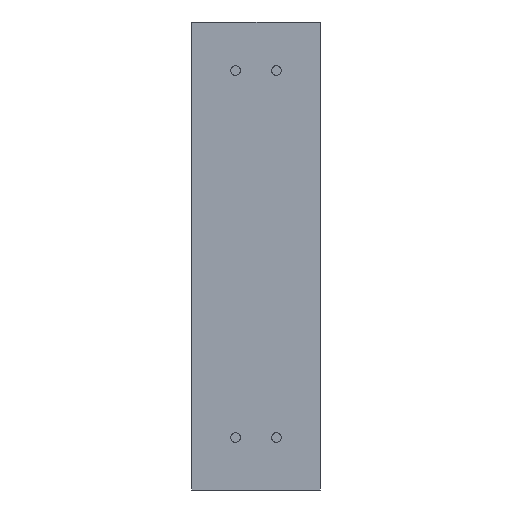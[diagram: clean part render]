
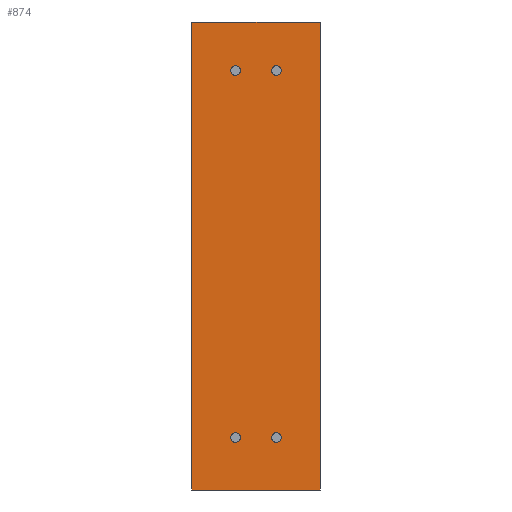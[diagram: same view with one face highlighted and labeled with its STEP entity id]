
A CAD part, front view. The second image highlights one B-rep face of the part: STEP entity #874.
In plain terms, the highlighted free-form (B-spline) face has degree [1, 1] with [2, 2] control points.
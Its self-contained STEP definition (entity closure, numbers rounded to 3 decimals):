
#99=EDGE_CURVE('E130',#218,#219,#220,.T.);
#105=EDGE_CURVE('E132',#228,#229,#230,.T.);
#111=EDGE_CURVE('E134',#238,#239,#240,.T.);
#117=EDGE_CURVE('E136',#248,#249,#250,.T.);
#125=EDGE_CURVE('E136',#249,#248,#260,.T.);
#129=EDGE_CURVE('E134',#239,#238,#264,.T.);
#133=EDGE_CURVE('E132',#229,#228,#268,.T.);
#137=EDGE_CURVE('E130',#219,#218,#272,.T.);
#145=EDGE_CURVE('E18',#275,#282,#286,.T.);
#149=EDGE_CURVE('E28',#289,#278,#292,.T.);
#218=VERTEX_POINT('V85',#536);
#219=VERTEX_POINT('',#537);
#220=(B_SPLINE_CURVE(2,(#539,#540,#541,#542,#543),.UNSPECIFIED.,.F.,.F.)B_SPLINE_CURVE_WITH_KNOTS((3,2,3),(0.0,0.333,0.5),.UNSPECIFIED.)RATIONAL_B_SPLINE_CURVE((1.0,0.5,1.0,0.75,0.75))BOUNDED_CURVE()REPRESENTATION_ITEM('')GEOMETRIC_REPRESENTATION_ITEM()CURVE());
#228=VERTEX_POINT('V86',#572);
#229=VERTEX_POINT('',#573);
#230=(B_SPLINE_CURVE(2,(#575,#576,#577,#578,#579),.UNSPECIFIED.,.F.,.F.)B_SPLINE_CURVE_WITH_KNOTS((3,2,3),(0.0,0.333,0.5),.UNSPECIFIED.)RATIONAL_B_SPLINE_CURVE((1.0,0.5,1.0,0.75,0.75))BOUNDED_CURVE()REPRESENTATION_ITEM('')GEOMETRIC_REPRESENTATION_ITEM()CURVE());
#238=VERTEX_POINT('V87',#608);
#239=VERTEX_POINT('',#609);
#240=(B_SPLINE_CURVE(2,(#611,#612,#613,#614,#615),.UNSPECIFIED.,.F.,.F.)B_SPLINE_CURVE_WITH_KNOTS((3,2,3),(0.0,0.333,0.5),.UNSPECIFIED.)RATIONAL_B_SPLINE_CURVE((1.0,0.5,1.0,0.75,0.75))BOUNDED_CURVE()REPRESENTATION_ITEM('')GEOMETRIC_REPRESENTATION_ITEM()CURVE());
#248=VERTEX_POINT('V88',#644);
#249=VERTEX_POINT('',#645);
#250=(B_SPLINE_CURVE(2,(#647,#648,#649,#650,#651),.UNSPECIFIED.,.F.,.F.)B_SPLINE_CURVE_WITH_KNOTS((3,2,3),(0.0,0.333,0.5),.UNSPECIFIED.)RATIONAL_B_SPLINE_CURVE((1.0,0.5,1.0,0.75,0.75))BOUNDED_CURVE()REPRESENTATION_ITEM('')GEOMETRIC_REPRESENTATION_ITEM()CURVE());
#260=(B_SPLINE_CURVE(2,(#695,#696,#697,#698,#699),.UNSPECIFIED.,.F.,.F.)B_SPLINE_CURVE_WITH_KNOTS((3,2,3),(0.5,0.667,1.0),.UNSPECIFIED.)RATIONAL_B_SPLINE_CURVE((0.75,0.75,1.0,0.5,1.0))BOUNDED_CURVE()REPRESENTATION_ITEM('')GEOMETRIC_REPRESENTATION_ITEM()CURVE());
#264=(B_SPLINE_CURVE(2,(#723,#724,#725,#726,#727),.UNSPECIFIED.,.F.,.F.)B_SPLINE_CURVE_WITH_KNOTS((3,2,3),(0.5,0.667,1.0),.UNSPECIFIED.)RATIONAL_B_SPLINE_CURVE((0.75,0.75,1.0,0.5,1.0))BOUNDED_CURVE()REPRESENTATION_ITEM('')GEOMETRIC_REPRESENTATION_ITEM()CURVE());
#268=(B_SPLINE_CURVE(2,(#751,#752,#753,#754,#755),.UNSPECIFIED.,.F.,.F.)B_SPLINE_CURVE_WITH_KNOTS((3,2,3),(0.5,0.667,1.0),.UNSPECIFIED.)RATIONAL_B_SPLINE_CURVE((0.75,0.75,1.0,0.5,1.0))BOUNDED_CURVE()REPRESENTATION_ITEM('')GEOMETRIC_REPRESENTATION_ITEM()CURVE());
#272=(B_SPLINE_CURVE(2,(#779,#780,#781,#782,#783),.UNSPECIFIED.,.F.,.F.)B_SPLINE_CURVE_WITH_KNOTS((3,2,3),(0.5,0.667,1.0),.UNSPECIFIED.)RATIONAL_B_SPLINE_CURVE((0.75,0.75,1.0,0.5,1.0))BOUNDED_CURVE()REPRESENTATION_ITEM('')GEOMETRIC_REPRESENTATION_ITEM()CURVE());
#275=VERTEX_POINT('V10',#793);
#278=VERTEX_POINT('V11',#798);
#282=VERTEX_POINT('V1',#804);
#286=B_SPLINE_CURVE_WITH_KNOTS('',1,(#810,#811),.UNSPECIFIED.,.F.,.F.,(2,2),(0.0,1.0),.UNSPECIFIED.);
#289=VERTEX_POINT('V8',#815);
#292=B_SPLINE_CURVE_WITH_KNOTS('',1,(#820,#821),.UNSPECIFIED.,.F.,.F.,(2,2),(0.0,1.0),.UNSPECIFIED.);
#536=CARTESIAN_POINT('',(5.57,0.,8.64));
#537=CARTESIAN_POINT('',(4.97,0.,8.64));
#539=CARTESIAN_POINT('',(5.57,0.,8.64));
#540=CARTESIAN_POINT('',(5.57,0.,8.12));
#541=CARTESIAN_POINT('',(5.12,0.,8.38));
#542=CARTESIAN_POINT('',(4.97,0.,8.467));
#543=CARTESIAN_POINT('',(4.97,0.,8.64));
#572=CARTESIAN_POINT('',(3.03,0.,8.64));
#573=CARTESIAN_POINT('',(2.43,0.,8.64));
#575=CARTESIAN_POINT('',(3.03,0.,8.64));
#576=CARTESIAN_POINT('',(3.03,0.,8.12));
#577=CARTESIAN_POINT('',(2.58,0.,8.38));
#578=CARTESIAN_POINT('',(2.43,0.,8.467));
#579=CARTESIAN_POINT('',(2.43,0.,8.64));
#608=CARTESIAN_POINT('',(5.57,0.,31.5));
#609=CARTESIAN_POINT('',(4.97,0.,31.5));
#611=CARTESIAN_POINT('',(5.57,0.,31.5));
#612=CARTESIAN_POINT('',(5.57,0.,30.98));
#613=CARTESIAN_POINT('',(5.12,0.,31.24));
#614=CARTESIAN_POINT('',(4.97,0.,31.327));
#615=CARTESIAN_POINT('',(4.97,0.,31.5));
#644=CARTESIAN_POINT('',(3.03,0.,31.5));
#645=CARTESIAN_POINT('',(2.43,0.,31.5));
#647=CARTESIAN_POINT('',(3.03,0.,31.5));
#648=CARTESIAN_POINT('',(3.03,0.,30.98));
#649=CARTESIAN_POINT('',(2.58,0.,31.24));
#650=CARTESIAN_POINT('',(2.43,0.,31.327));
#651=CARTESIAN_POINT('',(2.43,0.,31.5));
#695=CARTESIAN_POINT('',(2.43,0.,31.5));
#696=CARTESIAN_POINT('',(2.43,0.,31.673));
#697=CARTESIAN_POINT('',(2.58,0.,31.76));
#698=CARTESIAN_POINT('',(3.03,0.,32.02));
#699=CARTESIAN_POINT('',(3.03,0.,31.5));
#723=CARTESIAN_POINT('',(4.97,0.,31.5));
#724=CARTESIAN_POINT('',(4.97,0.,31.673));
#725=CARTESIAN_POINT('',(5.12,0.,31.76));
#726=CARTESIAN_POINT('',(5.57,0.,32.02));
#727=CARTESIAN_POINT('',(5.57,0.,31.5));
#751=CARTESIAN_POINT('',(2.43,0.,8.64));
#752=CARTESIAN_POINT('',(2.43,0.,8.813));
#753=CARTESIAN_POINT('',(2.58,0.,8.9));
#754=CARTESIAN_POINT('',(3.03,0.,9.16));
#755=CARTESIAN_POINT('',(3.03,0.,8.64));
#779=CARTESIAN_POINT('',(4.97,0.,8.64));
#780=CARTESIAN_POINT('',(4.97,0.,8.813));
#781=CARTESIAN_POINT('',(5.12,0.,8.9));
#782=CARTESIAN_POINT('',(5.57,0.,9.16));
#783=CARTESIAN_POINT('',(5.57,0.,8.64));
#793=CARTESIAN_POINT('',(8.0,0.0,34.525));
#798=CARTESIAN_POINT('',(8.0,0.0,5.375));
#804=CARTESIAN_POINT('',(0.0,0.0,34.525));
#810=CARTESIAN_POINT('',(8.0,0.0,34.525));
#811=CARTESIAN_POINT('',(0.,0.0,34.525));
#815=CARTESIAN_POINT('',(0.0,0.0,5.375));
#820=CARTESIAN_POINT('',(0.0,0.0,5.375));
#821=CARTESIAN_POINT('',(8.0,0.0,5.375));
#874=ADVANCED_FACE('F58',(#1031,#1032,#1033,#1034,#1035),#1036,.T.);
#1031=FACE_OUTER_BOUND('',#1303,.T.);
#1032=FACE_BOUND('',#1304,.T.);
#1033=FACE_BOUND('',#1305,.T.);
#1034=FACE_BOUND('',#1306,.T.);
#1035=FACE_BOUND('',#1307,.T.);
#1036=B_SPLINE_SURFACE_WITH_KNOTS('',1,1,((#1308,#1309),(#1310,#1311)),.UNSPECIFIED.,.F.,.F.,.F.,(2,2),(2,2),(0.0,1.0),(0.672,4.316),.UNSPECIFIED.);
#1303=EDGE_LOOP('',(#1573,#1574,#1575,#1576));
#1304=EDGE_LOOP('',(#1577,#1578));
#1305=EDGE_LOOP('',(#1579,#1580));
#1306=EDGE_LOOP('',(#1581,#1582));
#1307=EDGE_LOOP('',(#1583,#1584));
#1308=CARTESIAN_POINT('',(0.0,0.0,5.374));
#1309=CARTESIAN_POINT('',(0.0,0.0,34.526));
#1310=CARTESIAN_POINT('',(8.0,0.0,5.374));
#1311=CARTESIAN_POINT('',(8.0,0.0,34.526));
#1573=ORIENTED_EDGE('',*,*,#149,.T.);
#1574=ORIENTED_EDGE('',*,*,#1727,.T.);
#1575=ORIENTED_EDGE('',*,*,#145,.T.);
#1576=ORIENTED_EDGE('',*,*,#1733,.F.);
#1577=ORIENTED_EDGE('',*,*,#99,.T.);
#1578=ORIENTED_EDGE('',*,*,#137,.T.);
#1579=ORIENTED_EDGE('',*,*,#105,.T.);
#1580=ORIENTED_EDGE('',*,*,#133,.T.);
#1581=ORIENTED_EDGE('',*,*,#111,.T.);
#1582=ORIENTED_EDGE('',*,*,#129,.T.);
#1583=ORIENTED_EDGE('',*,*,#117,.T.);
#1584=ORIENTED_EDGE('',*,*,#125,.T.);
#1727=EDGE_CURVE('E10',#278,#275,#1909,.T.);
#1733=EDGE_CURVE('E8',#289,#282,#1915,.T.);
#1909=B_SPLINE_CURVE_WITH_KNOTS('',1,(#2192,#2193),.UNSPECIFIED.,.F.,.F.,(2,2),(0.672,4.316),.UNSPECIFIED.);
#1915=B_SPLINE_CURVE_WITH_KNOTS('',1,(#2204,#2205),.UNSPECIFIED.,.F.,.F.,(2,2),(1.064,6.837),.UNSPECIFIED.);
#2192=CARTESIAN_POINT('',(8.0,0.0,5.375));
#2193=CARTESIAN_POINT('',(8.0,0.0,34.525));
#2204=CARTESIAN_POINT('',(0.0,0.0,5.375));
#2205=CARTESIAN_POINT('',(0.0,0.0,34.525));
